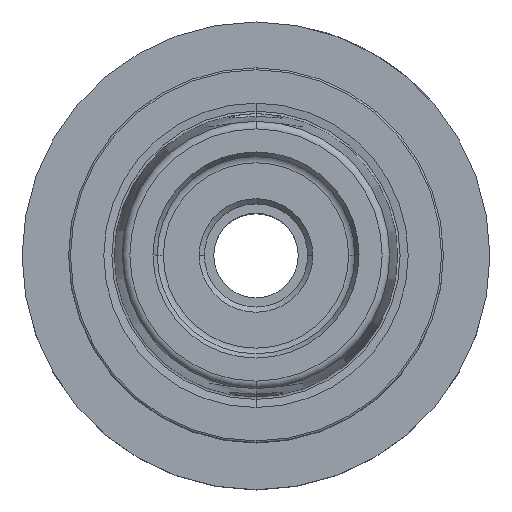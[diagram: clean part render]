
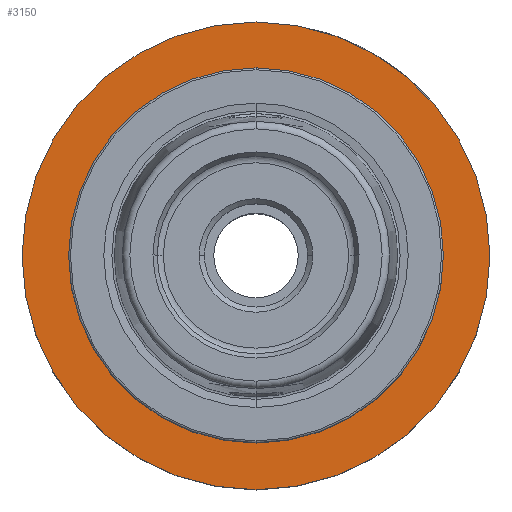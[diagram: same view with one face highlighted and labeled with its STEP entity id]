
A CAD part, top view. The second image highlights one B-rep face of the part: STEP entity #3150.
In plain terms, the highlighted planar face has unit normal (0, 0, 1).
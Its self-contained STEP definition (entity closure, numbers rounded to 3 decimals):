
#151 = CIRCLE ( 'NONE', #910, 17.8 ) ;
#206 = EDGE_CURVE ( 'NONE', #3399, #3309, #2467, .T. ) ;
#226 = AXIS2_PLACEMENT_3D ( 'NONE', #886, #968, #1104 ) ;
#286 = CARTESIAN_POINT ( 'NONE',  ( 0., 0., -35. ) ) ;
#345 = ORIENTED_EDGE ( 'NONE', *, *, #1089, .F. ) ;
#348 = ORIENTED_EDGE ( 'NONE', *, *, #206, .T. ) ;
#369 = ORIENTED_EDGE ( 'NONE', *, *, #3593, .T. ) ;
#377 = PLANE ( 'NONE',  #1666 ) ;
#886 = CARTESIAN_POINT ( 'NONE',  ( 0., 0., -35. ) ) ;
#910 = AXIS2_PLACEMENT_3D ( 'NONE', #286, #1986, #2013 ) ;
#968 = DIRECTION ( 'NONE',  ( 0., 0., -1. ) ) ;
#971 = DIRECTION ( 'NONE',  ( 0., 0., 1. ) ) ;
#1002 = FACE_BOUND ( 'NONE', #3304, .T. ) ;
#1089 = EDGE_CURVE ( 'NONE', #1832, #3626, #1872, .T. ) ;
#1104 = DIRECTION ( 'NONE',  ( 0., 1., 0. ) ) ;
#1301 = DIRECTION ( 'NONE',  ( 0., -1., 0. ) ) ;
#1666 = AXIS2_PLACEMENT_3D ( 'NONE', #3640, #971, #1301 ) ;
#1832 = VERTEX_POINT ( 'NONE', #2110 ) ;
#1872 = CIRCLE ( 'NONE', #2273, 24.925 ) ;
#1986 = DIRECTION ( 'NONE',  ( 0., 0., -1. ) ) ;
#2013 = DIRECTION ( 'NONE',  ( 0., -1., 0. ) ) ;
#2055 = FACE_OUTER_BOUND ( 'NONE', #3122, .T. ) ;
#2110 = CARTESIAN_POINT ( 'NONE',  ( 0., 24.925, -35. ) ) ;
#2273 = AXIS2_PLACEMENT_3D ( 'NONE', #2652, #2831, #2997 ) ;
#2461 = CARTESIAN_POINT ( 'NONE',  ( 0., -17.8, -35. ) ) ;
#2467 = CIRCLE ( 'NONE', #2922, 17.8 ) ;
#2652 = CARTESIAN_POINT ( 'NONE',  ( 0., 0., -35. ) ) ;
#2757 = DIRECTION ( 'NONE',  ( 0., -1., 0. ) ) ;
#2778 = DIRECTION ( 'NONE',  ( 0., 0., -1. ) ) ;
#2801 = CARTESIAN_POINT ( 'NONE',  ( 0., 0., -35. ) ) ;
#2831 = DIRECTION ( 'NONE',  ( 0., 0., -1. ) ) ;
#2922 = AXIS2_PLACEMENT_3D ( 'NONE', #2801, #2778, #2757 ) ;
#2997 = DIRECTION ( 'NONE',  ( 0., 1., 0. ) ) ;
#3008 = CARTESIAN_POINT ( 'NONE',  ( 0., -24.925, -35. ) ) ;
#3122 = EDGE_LOOP ( 'NONE', ( #345, #4321 ) ) ;
#3150 = ADVANCED_FACE ( 'NONE', ( #1002, #2055 ), #377, .T. ) ;
#3304 = EDGE_LOOP ( 'NONE', ( #348, #369 ) ) ;
#3309 = VERTEX_POINT ( 'NONE', #3356 ) ;
#3356 = CARTESIAN_POINT ( 'NONE',  ( 0., 17.8, -35. ) ) ;
#3399 = VERTEX_POINT ( 'NONE', #2461 ) ;
#3555 = CIRCLE ( 'NONE', #226, 24.925 ) ;
#3593 = EDGE_CURVE ( 'NONE', #3309, #3399, #151, .T. ) ;
#3626 = VERTEX_POINT ( 'NONE', #3008 ) ;
#3640 = CARTESIAN_POINT ( 'NONE',  ( 0., 24.925, -35. ) ) ;
#3999 = EDGE_CURVE ( 'NONE', #3626, #1832, #3555, .T. ) ;
#4321 = ORIENTED_EDGE ( 'NONE', *, *, #3999, .F. ) ;
